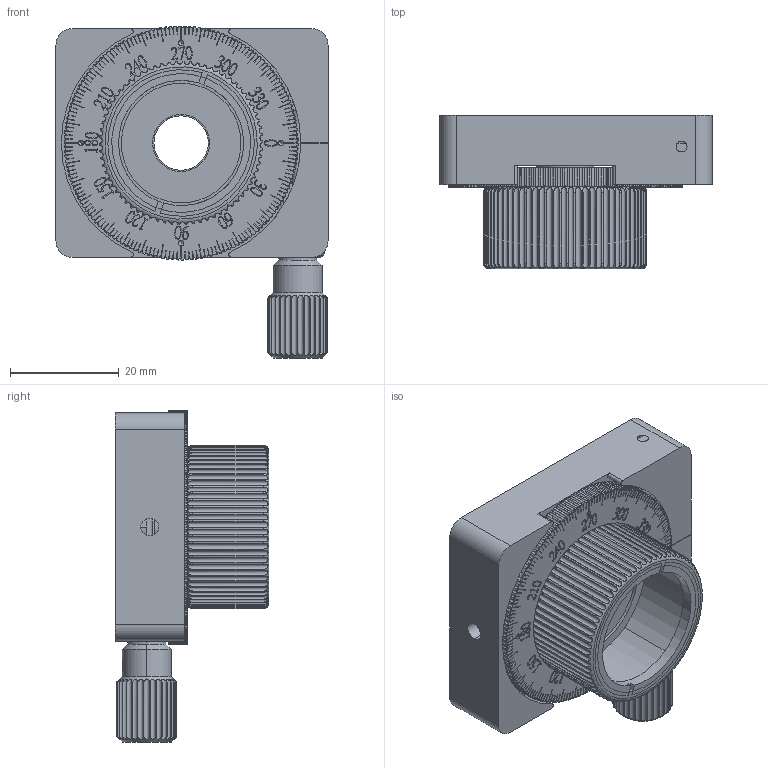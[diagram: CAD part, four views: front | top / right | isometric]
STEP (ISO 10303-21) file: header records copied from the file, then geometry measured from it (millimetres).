
FILE_DESCRIPTION (( 'STEP AP203' ), '1' );
FILE_NAME ('56RSA-0.5M.STEP', '2023-04-26T07:46:33', ( '' ), ( '' ), 'SwSTEP 2.0', 'SolidWorks 2022', '' );
FILE_SCHEMA (( 'CONFIG_CONTROL_DESIGN' ));
Products named in the file (1): 56RSA-0.5M
Bounding box: 50 x 28.2 x 61 mm (x, y, z)
Surface area: 15310.1 mm2 (no closed solid volume)
Topology: 0 solids, 19 shells, 1692 faces, 6155 edges, 4251 vertices
Faces by surface type: cylinder 693, plane 654, bspline 301, cone 38, torus 6
Entity records: 82623 total; most frequent: CARTESIAN_POINT 32892, ORIENTED_EDGE 10598, DIRECTION 9248, EDGE_CURVE 6147, VERTEX_POINT 4251, VECTOR 3326, LINE 3326, AXIS2_PLACEMENT_3D 2961
